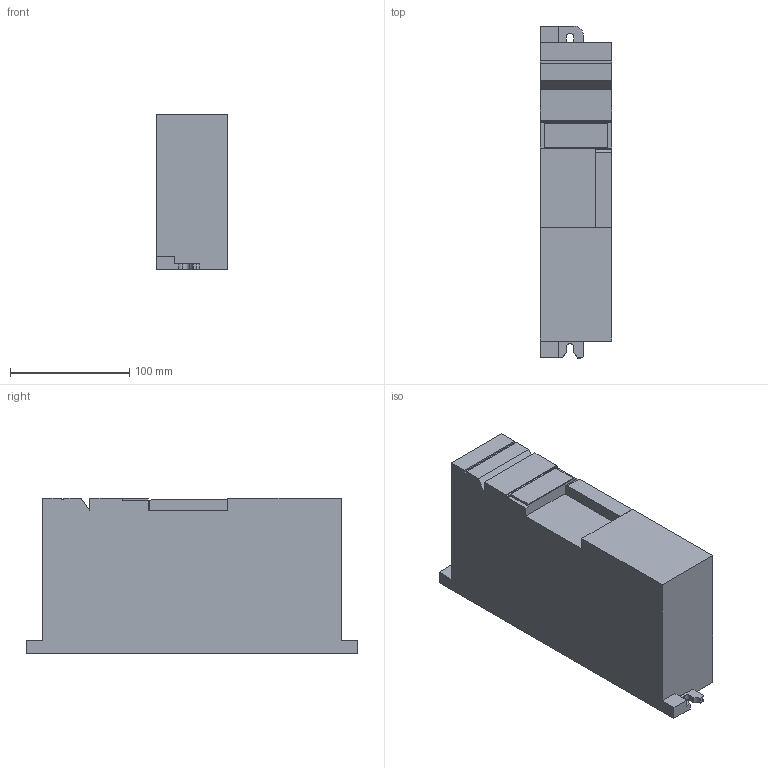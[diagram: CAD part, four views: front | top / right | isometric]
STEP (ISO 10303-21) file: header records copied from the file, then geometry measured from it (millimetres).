
FILE_DESCRIPTION(/* description */ (''),/* implementation_level */ '2;1');
FILE_NAME(/* name */ '3d_VLA115A240.stp',/* time_stamp */ '2018-12-14T07:59:07+01:00',/* author */ ('Andrzej'),/* organization */ (''),/* preprocessor_version */ 'ST-DEVELOPER v16.13',/* originating_system */ 'AutoCAD Mechanical',/* authorisation */ '');
FILE_SCHEMA (('AUTOMOTIVE_DESIGN { 1 0 10303 214 3 1 1 }'));
Length unit declared in the file: millimetre
Products named in the file (1): Product
Bounding box: 60 x 278 x 130 mm (x, y, z)
Volume: 1921041.4 mm3; surface area: 115550.9 mm2
Topology: 1 solids, 1 shells, 61 faces, 2104 edges, 3903 vertices
Faces by surface type: plane 46, cylinder 15
Entity records: 17572 total; most frequent: CARTESIAN_POINT 6132, DIRECTION 2383, LINE 1949, VECTOR 1949, STYLED_ITEM 1924, TRIMMED_CURVE 1923, ORIENTED_EDGE 364, AXIS2_PLACEMENT_3D 217
